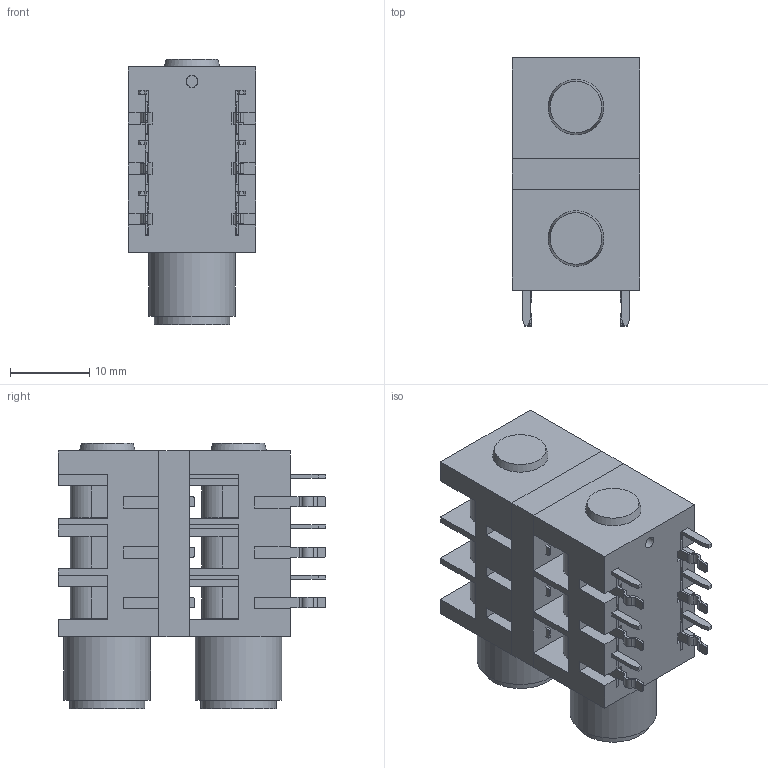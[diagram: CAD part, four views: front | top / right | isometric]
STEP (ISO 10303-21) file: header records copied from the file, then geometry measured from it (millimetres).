
FILE_DESCRIPTION(/* description */ (''),/* implementation_level */ '2;1');
FILE_NAME(/* name */ 'e2fbeace-3163-491a-a63e-cbfc31007d33.stp',/* time_stamp */ '2019-02-25T22:56:20+00:00',/* author */ (''),/* organization */ (''),/* preprocessor_version */ 'ST-DEVELOPER v17.2',/* originating_system */ 'Autodesk Translation Framework v7.6.0.251',/* authorisation */ '');
FILE_SCHEMA (('AUTOMOTIVE_DESIGN { 1 0 10303 214 3 1 1 }'));
Length unit declared in the file: millimetre
Products named in the file (1): ACJS-MHDC
Bounding box: 16 x 33.75 x 33.5 mm (x, y, z)
Volume: 8136.5 mm3; surface area: 10499.1 mm2
Topology: 23 solids, 23 shells, 610 faces, 1764 edges, 1166 vertices
Faces by surface type: plane 476, cylinder 130, cone 4
Full cylindrical faces by diameter (mm): 1.5 x2, 6.5 x4, 9.5 x2, 10.9 x2
Entity records: 20079 total; most frequent: CARTESIAN_POINT 3645, ORIENTED_EDGE 3528, DIRECTION 3260, EDGE_CURVE 1764, LINE 1474, VECTOR 1474, VERTEX_POINT 1166, AXIS2_PLACEMENT_3D 893
